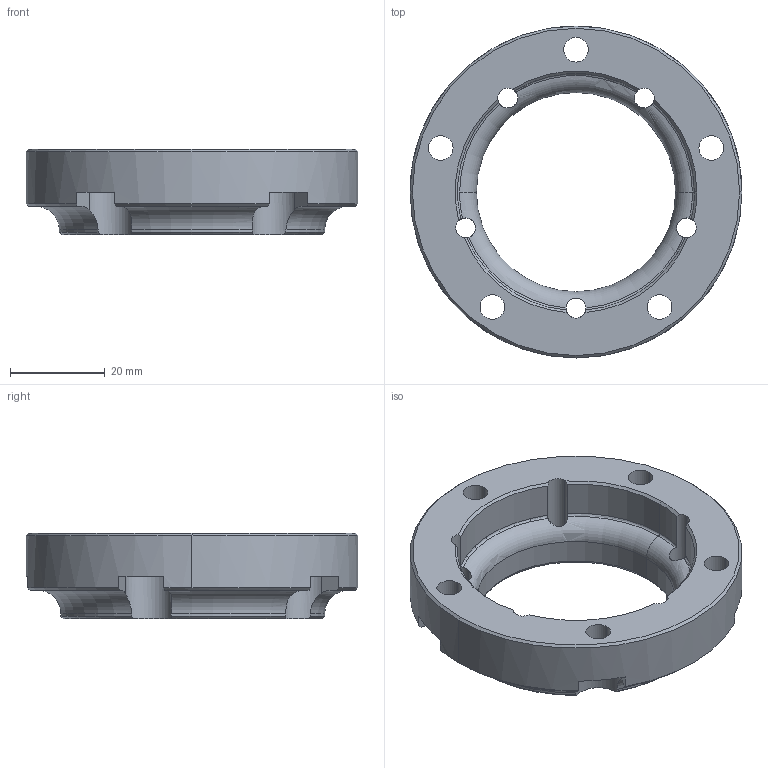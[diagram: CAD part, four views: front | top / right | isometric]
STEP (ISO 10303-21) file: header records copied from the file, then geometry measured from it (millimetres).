
FILE_DESCRIPTION (( 'STEP AP214' ), '1' );
FILE_NAME ('K4-Adaptateur.STEP', '2022-05-23T19:32:46', ( '' ), ( '' ), 'SwSTEP 2.0', 'SolidWorks 2021', '' );
FILE_SCHEMA (( 'AUTOMOTIVE_DESIGN' ));
Length unit declared in the file: millimetre
Products named in the file (1): K4-Adaptateur
Bounding box: 70 x 70 x 18 mm (x, y, z)
Volume: 27578.1 mm3; surface area: 11861.6 mm2
Topology: 1 solids, 1 shells, 101 faces, 300 edges, 196 vertices
Faces by surface type: cylinder 43, cone 22, plane 22, torus 14
Entity records: 3975 total; most frequent: CARTESIAN_POINT 1095, ORIENTED_EDGE 600, DIRECTION 567, EDGE_CURVE 300, AXIS2_PLACEMENT_3D 236, VERTEX_POINT 196, CIRCLE 134, EDGE_LOOP 118
